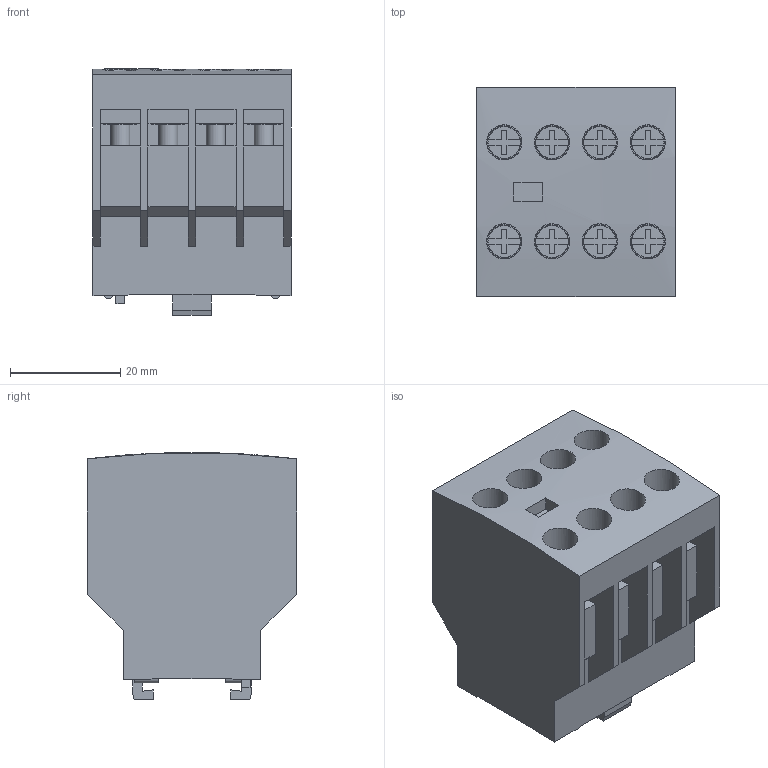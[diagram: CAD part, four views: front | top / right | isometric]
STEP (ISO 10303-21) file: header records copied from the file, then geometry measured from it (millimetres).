
FILE_DESCRIPTION( ( 'STEP AP214' ), '1' );
FILE_NAME( 'dil_a_xhi_4.stp', '2021-11-16T08:16:55', ( 'License CC BY-ND 4.0' ), ( 'CADENAS' ), ' ', 'PARTsolutions', ' ' );
FILE_SCHEMA( ( 'AUTOMOTIVE_DESIGN { 1 0 10303 214 1 1 1 1 }' ) );
Length unit declared in the file: millimetre
Products named in the file (1): _276426_(index)
Bounding box: 36 x 38 x 44.9 mm (x, y, z)
Volume: 39354.1 mm3; surface area: 14430.9 mm2
Topology: 1 solids, 1 shells, 315 faces, 878 edges, 588 vertices
Faces by surface type: plane 288, cylinder 19, cone 8
Full cylindrical faces by diameter (mm): 3.5 x8, 6.4 x8
Entity records: 12888 total; most frequent: CARTESIAN_POINT 2422, ORIENTED_EDGE 1676, DIRECTION 1502, EDGE_CURVE 838, LINE 726, VECTOR 726, VERTEX_POINT 572, AXIS2_PLACEMENT_3D 388
